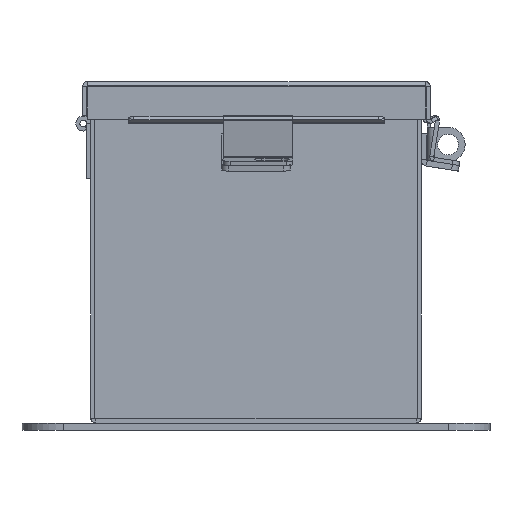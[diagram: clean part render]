
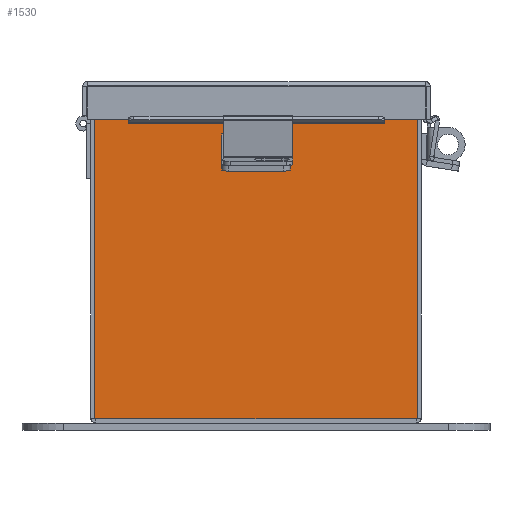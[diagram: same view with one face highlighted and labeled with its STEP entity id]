
A CAD part, front view. The second image highlights one B-rep face of the part: STEP entity #1530.
In plain terms, the highlighted face is planar.
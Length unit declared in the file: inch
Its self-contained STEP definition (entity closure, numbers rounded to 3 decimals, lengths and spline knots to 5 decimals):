
#86 = EDGE_CURVE ( 'NONE', #5793, #11916, #6540, .T. ) ;
#332 = ORIENTED_EDGE ( 'NONE', *, *, #22636, .F. ) ;
#474 = CARTESIAN_POINT ( 'NONE',  ( 2.9253, 0., 2.9253 ) ) ;
#499 = CARTESIAN_POINT ( 'NONE',  ( -2.5823, 0., 2.9123 ) ) ;
#768 = CARTESIAN_POINT ( 'NONE',  ( -2.60097, 0., 2.87495 ) ) ;
#1135 = EDGE_CURVE ( 'NONE', #19971, #1195, #18067, .T. ) ;
#1186 = VECTOR ( 'NONE', #21312, 39.37008 ) ;
#1195 = VERTEX_POINT ( 'NONE', #16166 ) ;
#1210 = DIRECTION ( 'NONE',  ( 0., 0., -1. ) ) ;
#1530 = ADVANCED_FACE ( 'NONE', ( #5111 ), #15319, .F. ) ;
#1954 = CARTESIAN_POINT ( 'NONE',  ( -2.9253, 0., 2.9253 ) ) ;
#2528 = DIRECTION ( 'NONE',  ( 0., 0., -1. ) ) ;
#2903 = CARTESIAN_POINT ( 'NONE',  ( -2.5823, 0., 0. ) ) ;
#3101 = DIRECTION ( 'NONE',  ( 0., -1., 0. ) ) ;
#3623 = EDGE_CURVE ( 'NONE', #19971, #5793, #5851, .T. ) ;
#3646 = VECTOR ( 'NONE', #4298, 39.37008 ) ;
#3668 = ORIENTED_EDGE ( 'NONE', *, *, #6847, .F. ) ;
#4298 = DIRECTION ( 'NONE',  ( 0., 0., 1. ) ) ;
#4559 = VECTOR ( 'NONE', #14303, 39.37008 ) ;
#5105 = LINE ( 'NONE', #17749, #4559 ) ;
#5111 = FACE_OUTER_BOUND ( 'NONE', #9892, .T. ) ;
#5793 = VERTEX_POINT ( 'NONE', #13038 ) ;
#5851 = LINE ( 'NONE', #1954, #1186 ) ;
#5983 = VECTOR ( 'NONE', #16284, 39.37008 ) ;
#5999 = DIRECTION ( 'NONE',  ( 1., 0., 0. ) ) ;
#6237 = VECTOR ( 'NONE', #15651, 39.37008 ) ;
#6277 = VERTEX_POINT ( 'NONE', #22154 ) ;
#6540 = LINE ( 'NONE', #474, #5983 ) ;
#6704 = EDGE_CURVE ( 'NONE', #20488, #21688, #13249, .T. ) ;
#6792 = LINE ( 'NONE', #19545, #6237 ) ;
#6847 = EDGE_CURVE ( 'NONE', #1195, #12725, #14618, .T. ) ;
#7044 = VECTOR ( 'NONE', #13434, 39.37008 ) ;
#7728 = VECTOR ( 'NONE', #5999, 39.37008 ) ;
#7787 = CARTESIAN_POINT ( 'NONE',  ( -2.5823, 0., 2.9123 ) ) ;
#7920 = EDGE_CURVE ( 'NONE', #17878, #14135, #11692, .T. ) ;
#7973 = CARTESIAN_POINT ( 'NONE',  ( -2.5823, 0., 2.87495 ) ) ;
#8530 = CARTESIAN_POINT ( 'NONE',  ( -2.9253, 0., -2.9253 ) ) ;
#8538 = AXIS2_PLACEMENT_3D ( 'NONE', #22275, #11750, #1210 ) ;
#8995 = CARTESIAN_POINT ( 'NONE',  ( 2.5823, 0., 2.9123 ) ) ;
#9009 = CARTESIAN_POINT ( 'NONE',  ( 2.61965, 0., 0. ) ) ;
#9892 = EDGE_LOOP ( 'NONE', ( #19694, #12252, #332, #22245, #15932, #3668, #10201, #15072, #18135, #22259, #14372, #13218 ) ) ;
#9998 = CARTESIAN_POINT ( 'NONE',  ( -2.9253, 0., -2.9253 ) ) ;
#10201 = ORIENTED_EDGE ( 'NONE', *, *, #1135, .F. ) ;
#10975 = AXIS2_PLACEMENT_3D ( 'NONE', #22393, #3101, #15390 ) ;
#11334 = EDGE_CURVE ( 'NONE', #14135, #6277, #6792, .T. ) ;
#11692 = LINE ( 'NONE', #14786, #20484 ) ;
#11728 = LINE ( 'NONE', #2903, #7044 ) ;
#11750 = DIRECTION ( 'NONE',  ( 0., 1., 0. ) ) ;
#11916 = VERTEX_POINT ( 'NONE', #20784 ) ;
#12121 = VECTOR ( 'NONE', #20841, 39.37008 ) ;
#12132 = VERTEX_POINT ( 'NONE', #8995 ) ;
#12234 = CARTESIAN_POINT ( 'NONE',  ( -2.61965, 0., 2.87495 ) ) ;
#12252 = ORIENTED_EDGE ( 'NONE', *, *, #6704, .F. ) ;
#12567 = DIRECTION ( 'NONE',  ( 0., 0., -1. ) ) ;
#12588 = EDGE_CURVE ( 'NONE', #12725, #12132, #5105, .T. ) ;
#12725 = VERTEX_POINT ( 'NONE', #20950 ) ;
#12730 = CARTESIAN_POINT ( 'NONE',  ( -2.9253, 0., 2.9253 ) ) ;
#12924 = VERTEX_POINT ( 'NONE', #499 ) ;
#13038 = CARTESIAN_POINT ( 'NONE',  ( 2.9253, 0., 2.9253 ) ) ;
#13066 = DIRECTION ( 'NONE',  ( 0., 1., 0. ) ) ;
#13218 = ORIENTED_EDGE ( 'NONE', *, *, #11334, .T. ) ;
#13249 = CIRCLE ( 'NONE', #13717, 0.01868 ) ;
#13434 = DIRECTION ( 'NONE',  ( 0., 0., -1. ) ) ;
#13717 = AXIS2_PLACEMENT_3D ( 'NONE', #768, #13066, #2528 ) ;
#14135 = VERTEX_POINT ( 'NONE', #12730 ) ;
#14303 = DIRECTION ( 'NONE',  ( 0., 0., 1. ) ) ;
#14372 = ORIENTED_EDGE ( 'NONE', *, *, #7920, .T. ) ;
#14618 = CIRCLE ( 'NONE', #8538, 0.01868 ) ;
#14786 = CARTESIAN_POINT ( 'NONE',  ( -2.9253, 0., 2.9253 ) ) ;
#14800 = EDGE_CURVE ( 'NONE', #21688, #6277, #16563, .T. ) ;
#14844 = CARTESIAN_POINT ( 'NONE',  ( -2.61965, 0., 0. ) ) ;
#14855 = DIRECTION ( 'NONE',  ( 0., 0., 1. ) ) ;
#15072 = ORIENTED_EDGE ( 'NONE', *, *, #3623, .T. ) ;
#15319 = PLANE ( 'NONE',  #10975 ) ;
#15390 = DIRECTION ( 'NONE',  ( 0., 0., -1. ) ) ;
#15651 = DIRECTION ( 'NONE',  ( 1., 0., 0. ) ) ;
#15735 = EDGE_CURVE ( 'NONE', #12924, #12132, #17065, .T. ) ;
#15932 = ORIENTED_EDGE ( 'NONE', *, *, #12588, .F. ) ;
#15998 = EDGE_CURVE ( 'NONE', #11916, #17878, #16788, .T. ) ;
#16166 = CARTESIAN_POINT ( 'NONE',  ( 2.61965, 0., 2.87495 ) ) ;
#16284 = DIRECTION ( 'NONE',  ( 0., 0., -1. ) ) ;
#16563 = LINE ( 'NONE', #14844, #3646 ) ;
#16788 = LINE ( 'NONE', #8530, #12121 ) ;
#16824 = CARTESIAN_POINT ( 'NONE',  ( 2.61965, 0., 2.9253 ) ) ;
#17065 = LINE ( 'NONE', #7787, #7728 ) ;
#17519 = VECTOR ( 'NONE', #12567, 39.37008 ) ;
#17749 = CARTESIAN_POINT ( 'NONE',  ( 2.5823, 0., 0. ) ) ;
#17878 = VERTEX_POINT ( 'NONE', #9998 ) ;
#18067 = LINE ( 'NONE', #9009, #17519 ) ;
#18135 = ORIENTED_EDGE ( 'NONE', *, *, #86, .T. ) ;
#19545 = CARTESIAN_POINT ( 'NONE',  ( -2.9253, 0., 2.9253 ) ) ;
#19694 = ORIENTED_EDGE ( 'NONE', *, *, #14800, .F. ) ;
#19971 = VERTEX_POINT ( 'NONE', #16824 ) ;
#20484 = VECTOR ( 'NONE', #14855, 39.37008 ) ;
#20488 = VERTEX_POINT ( 'NONE', #7973 ) ;
#20784 = CARTESIAN_POINT ( 'NONE',  ( 2.9253, 0., -2.9253 ) ) ;
#20841 = DIRECTION ( 'NONE',  ( -1., 0., 0. ) ) ;
#20950 = CARTESIAN_POINT ( 'NONE',  ( 2.5823, 0., 2.87495 ) ) ;
#21312 = DIRECTION ( 'NONE',  ( 1., 0., 0. ) ) ;
#21688 = VERTEX_POINT ( 'NONE', #12234 ) ;
#22154 = CARTESIAN_POINT ( 'NONE',  ( -2.61965, 0., 2.9253 ) ) ;
#22245 = ORIENTED_EDGE ( 'NONE', *, *, #15735, .T. ) ;
#22259 = ORIENTED_EDGE ( 'NONE', *, *, #15998, .T. ) ;
#22275 = CARTESIAN_POINT ( 'NONE',  ( 2.60098, 0., 2.87495 ) ) ;
#22393 = CARTESIAN_POINT ( 'NONE',  ( 0., 0., 0. ) ) ;
#22636 = EDGE_CURVE ( 'NONE', #12924, #20488, #11728, .T. ) ;
